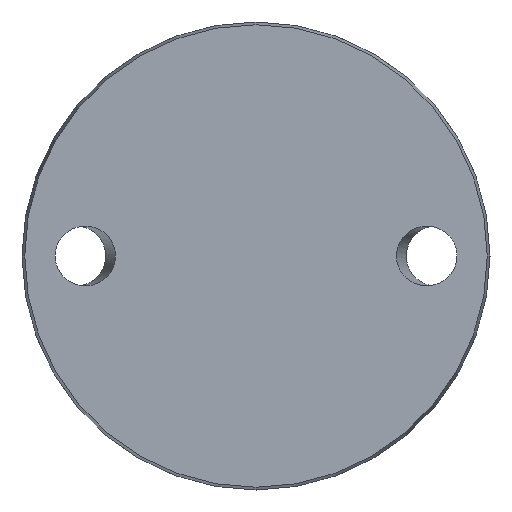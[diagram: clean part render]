
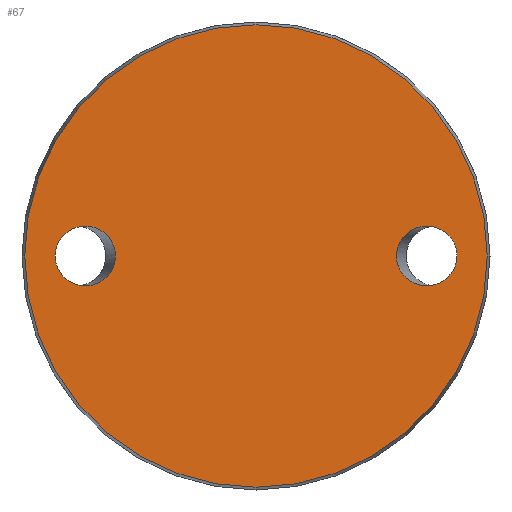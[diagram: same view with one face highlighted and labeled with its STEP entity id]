
A CAD part, front view. The second image highlights one B-rep face of the part: STEP entity #67.
In plain terms, the highlighted planar face has unit normal (0, -1, 0).
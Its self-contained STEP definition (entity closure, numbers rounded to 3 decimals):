
#24 = CARTESIAN_POINT ( 'NONE',  ( 42.087, 0., 0. ) ) ;
#36 = CARTESIAN_POINT ( 'NONE',  ( 29.413, 0., 0. ) ) ;
#67 = ADVANCED_FACE ( 'NONE', ( #559, #432, #611 ), #243, .F. ) ;
#83 = ORIENTED_EDGE ( 'NONE', *, *, #112, .T. ) ;
#93 = CARTESIAN_POINT ( 'NONE',  ( -42.087, 0., 0. ) ) ;
#94 = ORIENTED_EDGE ( 'NONE', *, *, #545, .T. ) ;
#103 = CARTESIAN_POINT ( 'NONE',  ( -42.087, 0., 0. ) ) ;
#112 = EDGE_CURVE ( 'NONE', #548, #548, #478, .T. ) ;
#155 = CARTESIAN_POINT ( 'NONE',  ( -29.413, 0., 0. ) ) ;
#167 = ORIENTED_EDGE ( 'NONE', *, *, #171, .T. ) ;
#171 = EDGE_CURVE ( 'NONE', #359, #359, #629, .T. ) ;
#196 = DIRECTION ( 'NONE',  ( 0., 0., 1. ) ) ;
#201 = DIRECTION ( 'NONE',  ( 0., 1., 0. ) ) ;
#205 = DIRECTION ( 'NONE',  ( 0., -1., 0. ) ) ;
#217 = CARTESIAN_POINT ( 'NONE',  ( 29.413, 0., 12.5 ) ) ;
#243 = PLANE ( 'NONE',  #582 ) ;
#258 = CARTESIAN_POINT ( 'NONE',  ( -48.425, 0., 0. ) ) ;
#261 = CARTESIAN_POINT ( 'NONE',  ( 42.087, 0., -12.5 ) ) ;
#275 = CARTESIAN_POINT ( 'NONE',  ( -42.087, 0., -12.5 ) ) ;
#326 = EDGE_LOOP ( 'NONE', ( #94 ) ) ;
#359 = VERTEX_POINT ( 'NONE', #591 ) ;
#421 = CARTESIAN_POINT ( 'NONE',  ( 0., 0., -48.425 ) ) ;
#424 = DIRECTION ( 'NONE',  ( 0., 0., -1. ) ) ;
#432 = FACE_BOUND ( 'NONE', #326, .T. ) ;
#461 = CARTESIAN_POINT ( 'NONE',  ( 42.087, 0., 0. ) ) ;
#478 = CIRCLE ( 'NONE', #638, 48.425 ) ;
#481 = VERTEX_POINT ( 'NONE', #785 ) ;
#506 = CARTESIAN_POINT ( 'NONE',  ( 0., 0., 0. ) ) ;
#515 =( BOUNDED_CURVE ( )  B_SPLINE_CURVE ( 3, ( #461, #261, #763, #36, #217, #750, #24 ),
 .UNSPECIFIED., .T., .F. ) 
 B_SPLINE_CURVE_WITH_KNOTS ( ( 4, 3, 4 ),
 ( 0., 3.142, 6.283 ),
 .UNSPECIFIED. ) 
 CURVE ( )  GEOMETRIC_REPRESENTATION_ITEM ( )  RATIONAL_B_SPLINE_CURVE ( ( 1., 0.333, 0.333, 1., 0.333, 0.333, 1. ) ) 
 REPRESENTATION_ITEM ( '' )  );
#545 = EDGE_CURVE ( 'NONE', #481, #481, #515, .T. ) ;
#548 = VERTEX_POINT ( 'NONE', #421 ) ;
#559 = FACE_BOUND ( 'NONE', #630, .T. ) ;
#582 = AXIS2_PLACEMENT_3D ( 'NONE', #258, #201, #196 ) ;
#591 = CARTESIAN_POINT ( 'NONE',  ( -42.087, 0., 0. ) ) ;
#611 = FACE_OUTER_BOUND ( 'NONE', #697, .T. ) ;
#629 =( BOUNDED_CURVE ( )  B_SPLINE_CURVE ( 3, ( #103, #633, #767, #155, #650, #275, #93 ),
 .UNSPECIFIED., .T., .F. ) 
 B_SPLINE_CURVE_WITH_KNOTS ( ( 4, 3, 4 ),
 ( 0., 3.142, 6.283 ),
 .UNSPECIFIED. ) 
 CURVE ( )  GEOMETRIC_REPRESENTATION_ITEM ( )  RATIONAL_B_SPLINE_CURVE ( ( 1., 0.333, 0.333, 1., 0.333, 0.333, 1. ) ) 
 REPRESENTATION_ITEM ( '' )  );
#630 = EDGE_LOOP ( 'NONE', ( #167 ) ) ;
#633 = CARTESIAN_POINT ( 'NONE',  ( -42.087, 0., 12.5 ) ) ;
#638 = AXIS2_PLACEMENT_3D ( 'NONE', #506, #205, #424 ) ;
#650 = CARTESIAN_POINT ( 'NONE',  ( -29.413, 0., -12.5 ) ) ;
#697 = EDGE_LOOP ( 'NONE', ( #83 ) ) ;
#750 = CARTESIAN_POINT ( 'NONE',  ( 42.087, 0., 12.5 ) ) ;
#763 = CARTESIAN_POINT ( 'NONE',  ( 29.413, 0., -12.5 ) ) ;
#767 = CARTESIAN_POINT ( 'NONE',  ( -29.413, 0., 12.5 ) ) ;
#785 = CARTESIAN_POINT ( 'NONE',  ( 42.087, 0., 0. ) ) ;
